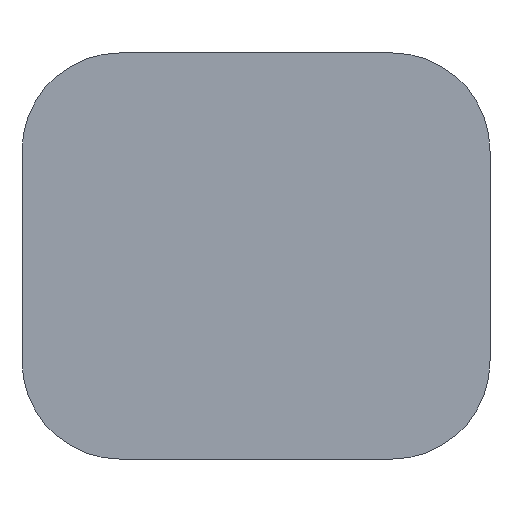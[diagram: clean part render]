
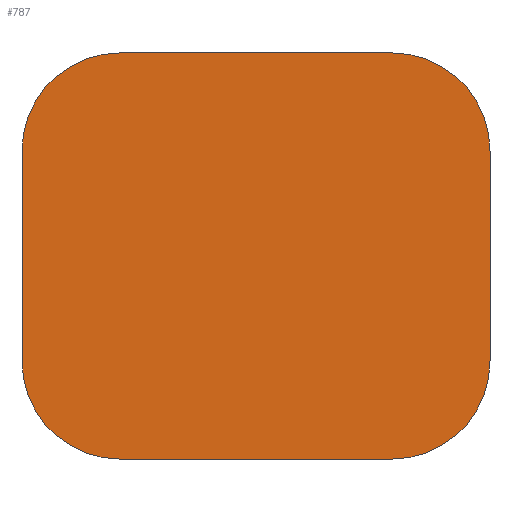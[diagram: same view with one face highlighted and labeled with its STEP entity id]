
A CAD part, front view. The second image highlights one B-rep face of the part: STEP entity #787.
In plain terms, the highlighted planar face has unit normal (0, -1, 0).
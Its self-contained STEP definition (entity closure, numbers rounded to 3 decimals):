
#34=PLANE('',#870);
#81=FACE_OUTER_BOUND('',#123,.T.);
#123=EDGE_LOOP('',(#708,#709,#710,#711,#712,#713,#714,#715));
#192=LINE('',#1270,#277);
#197=LINE('',#1282,#282);
#203=LINE('',#1295,#288);
#211=LINE('',#1320,#296);
#277=VECTOR('',#1034,10.);
#282=VECTOR('',#1045,10.);
#288=VECTOR('',#1057,10.);
#296=VECTOR('',#1089,10.);
#323=CIRCLE('',#863,20.);
#324=CIRCLE('',#865,20.);
#325=CIRCLE('',#867,20.);
#326=CIRCLE('',#869,20.);
#384=VERTEX_POINT('',#1267);
#385=VERTEX_POINT('',#1269);
#388=VERTEX_POINT('',#1279);
#389=VERTEX_POINT('',#1281);
#392=VERTEX_POINT('',#1292);
#393=VERTEX_POINT('',#1294);
#397=VERTEX_POINT('',#1308);
#398=VERTEX_POINT('',#1312);
#483=EDGE_CURVE('',#385,#384,#192,.T.);
#489=EDGE_CURVE('',#389,#388,#197,.T.);
#496=EDGE_CURVE('',#393,#392,#203,.T.);
#503=EDGE_CURVE('',#397,#385,#323,.T.);
#506=EDGE_CURVE('',#388,#398,#324,.T.);
#507=EDGE_CURVE('',#392,#389,#325,.T.);
#508=EDGE_CURVE('',#384,#393,#326,.T.);
#509=EDGE_CURVE('',#398,#397,#211,.T.);
#708=ORIENTED_EDGE('',*,*,#508,.T.);
#709=ORIENTED_EDGE('',*,*,#496,.T.);
#710=ORIENTED_EDGE('',*,*,#507,.T.);
#711=ORIENTED_EDGE('',*,*,#489,.T.);
#712=ORIENTED_EDGE('',*,*,#506,.T.);
#713=ORIENTED_EDGE('',*,*,#509,.T.);
#714=ORIENTED_EDGE('',*,*,#503,.T.);
#715=ORIENTED_EDGE('',*,*,#483,.T.);
#787=ADVANCED_FACE('',(#81),#34,.F.);
#863=AXIS2_PLACEMENT_3D('',#1309,#1071,#1072);
#865=AXIS2_PLACEMENT_3D('',#1314,#1077,#1078);
#867=AXIS2_PLACEMENT_3D('',#1316,#1081,#1082);
#869=AXIS2_PLACEMENT_3D('',#1318,#1085,#1086);
#870=AXIS2_PLACEMENT_3D('',#1319,#1087,#1088);
#1034=DIRECTION('',(-1.,0.,0.));
#1045=DIRECTION('',(1.,0.,0.));
#1057=DIRECTION('',(0.,0.,-1.));
#1071=DIRECTION('center_axis',(0.,-1.,0.));
#1072=DIRECTION('ref_axis',(0.,0.,1.));
#1077=DIRECTION('center_axis',(0.,-1.,0.));
#1078=DIRECTION('ref_axis',(1.,0.,0.));
#1081=DIRECTION('center_axis',(0.,-1.,0.));
#1082=DIRECTION('ref_axis',(0.,0.,-1.));
#1085=DIRECTION('center_axis',(0.,-1.,0.));
#1086=DIRECTION('ref_axis',(-1.,0.,0.));
#1087=DIRECTION('center_axis',(0.,1.,0.));
#1088=DIRECTION('ref_axis',(1.,0.,0.));
#1089=DIRECTION('',(0.,0.,1.));
#1267=CARTESIAN_POINT('',(10.,-10.,72.8));
#1269=CARTESIAN_POINT('',(65.4,-10.,72.8));
#1270=CARTESIAN_POINT('',(65.4,-10.,72.8));
#1279=CARTESIAN_POINT('',(65.4,-10.,-10.));
#1281=CARTESIAN_POINT('',(10.,-10.,-10.));
#1282=CARTESIAN_POINT('',(10.,-10.,-10.));
#1292=CARTESIAN_POINT('',(-10.,-10.,10.));
#1294=CARTESIAN_POINT('',(-10.,-10.,52.8));
#1295=CARTESIAN_POINT('',(-10.,-10.,52.8));
#1308=CARTESIAN_POINT('',(85.4,-10.,52.8));
#1309=CARTESIAN_POINT('Origin',(65.4,-10.,52.8));
#1312=CARTESIAN_POINT('',(85.4,-10.,10.));
#1314=CARTESIAN_POINT('Origin',(65.4,-10.,10.));
#1316=CARTESIAN_POINT('Origin',(10.,-10.,10.));
#1318=CARTESIAN_POINT('Origin',(10.,-10.,52.8));
#1319=CARTESIAN_POINT('Origin',(37.7,-10.,31.4));
#1320=CARTESIAN_POINT('',(85.4,-10.,10.));
